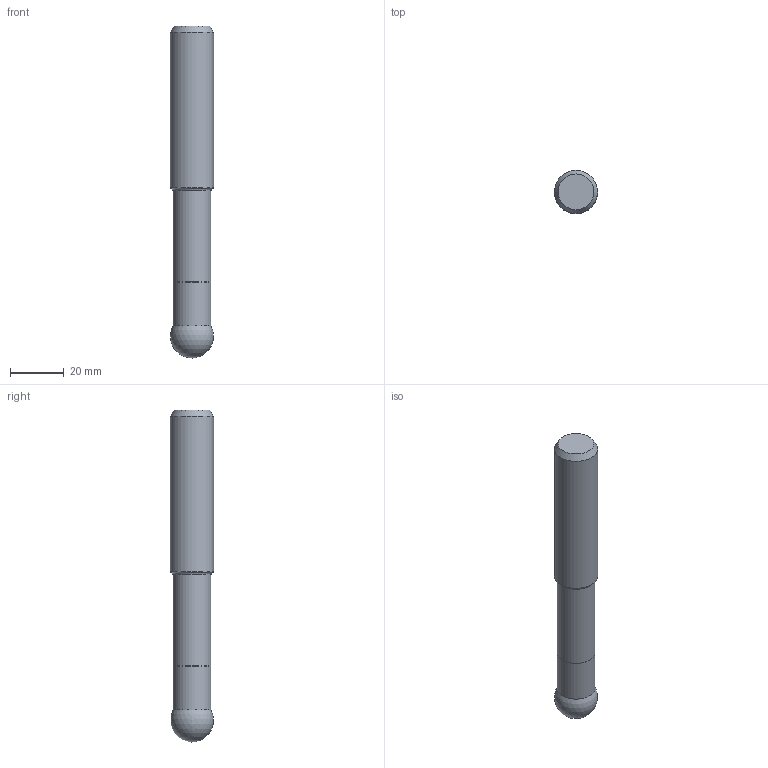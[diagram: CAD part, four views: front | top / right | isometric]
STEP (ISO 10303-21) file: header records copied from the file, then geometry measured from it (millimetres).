
FILE_DESCRIPTION(/* description */ (''),/* implementation_level */ '2;1');
FILE_NAME(/* name */ '1590648746279.stp',/* time_stamp */ '2020-05-28T12:22:46+06:00',/* author */ (''),/* organization */ ('SMS'),/* preprocessor_version */ 'ST-DEVELOPER v16.7',/* originating_system */ 'SIEMENS PLM Software NX 12.0',/* authorisation */ '');
FILE_SCHEMA (('AUTOMOTIVE_DESIGN { 1 0 10303 214 3 1 1 1 }'));
Length unit declared in the file: millimetre
Products named in the file (4): ASSEMBLY_CONSTRUCTION; 202455403mod000_00; 202455405mod000_00; 202455404mod000_00
Assembly tree (3 placements, depth 2):
  202455404mod000_00
    202455405mod000_00
    202455403mod000_00
    ASSEMBLY_CONSTRUCTION
Bounding box: 16 x 16 x 123 mm (x, y, z)
Volume: 22976.9 mm3; surface area: 6676.4 mm2
Topology: 2 solids, 2 shells, 15 faces, 28 edges, 27 vertices
Faces by surface type: plane 5, cylinder 5, cone 2, sphere 2, torus 1
Full cylindrical faces by diameter (mm): 13.95 x1, 14.015 x2, 14.35 x1, 15.998 x1
Entity records: 524 total; most frequent: DIRECTION 80, CARTESIAN_POINT 75, AXIS2_PLACEMENT_3D 40, EDGE_LOOP 26, ORIENTED_EDGE 26, FACE_BOUND 22, STYLED_ITEM 20, PRESENTATION_STYLE_ASSIGNMENT 20
